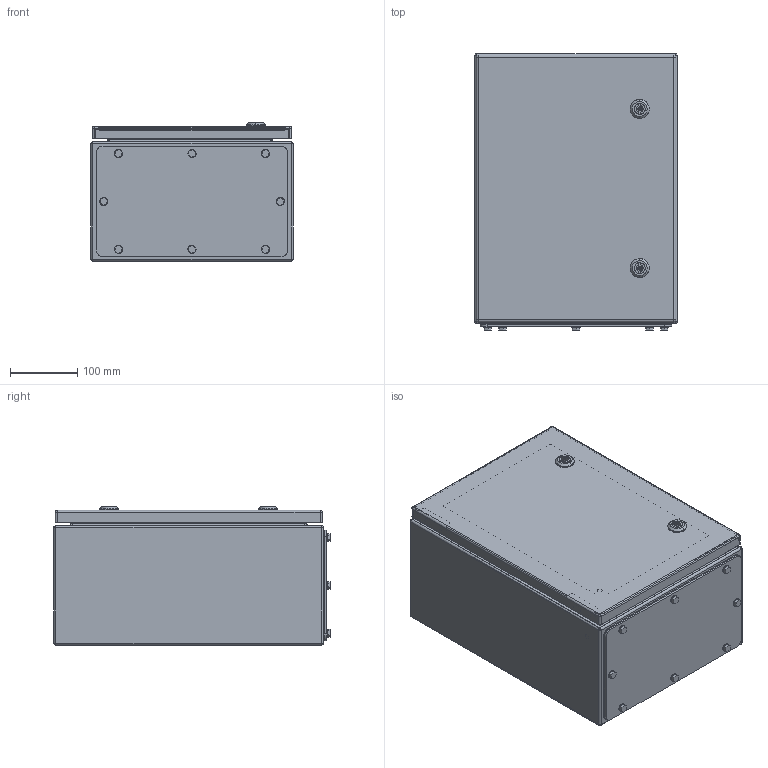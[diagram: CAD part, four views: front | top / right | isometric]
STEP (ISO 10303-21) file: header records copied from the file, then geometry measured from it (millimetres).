
FILE_DESCRIPTION(('CATIA V5 STEP Exchange','CAx-IF Rec.Pracs.--- Model Styling and Organization---1.5--- 2016-08-15','CAx-IF Rec.Pracs.---Supplemental Geometry---1.0---2011-11-01','CAx-IF Rec.Pracs.--- Composite Materials ---1.1---2010-07-15'),'2;1');
FILE_NAME ('D1518921_2', '2024-11-15T08:13:47+00:00', ('none'), ('Weidmueller'), 'CATIA Version 5-6 Release 2022 SP4 HF5', 'CATIA V5 STEP AP214 v3', 'none');
FILE_SCHEMA(('AUTOMOTIVE_DESIGN { 1 0 10303 214 1 1 1 1 }'));
Products named in the file (1): QL KEBI 400X300X200 1GP
Bounding box: 300 x 410 x 205 mm (x, y, z)
Volume: 1201822.9 mm3; surface area: 1318785.2 mm2
Topology: 47 solids, 47 shells, 1532 faces, 3770 edges, 2368 vertices
Faces by surface type: plane 692, cylinder 520, bspline 132, cone 104, torus 60, sphere 24
Entity records: 51641 total; most frequent: CARTESIAN_POINT 18423, ORIENTED_EDGE 7492, DIRECTION 4684, EDGE_CURVE 3746, VERTEX_POINT 2368, VECTOR 1896, LINE 1896, AXIS2_PLACEMENT_3D 1830
